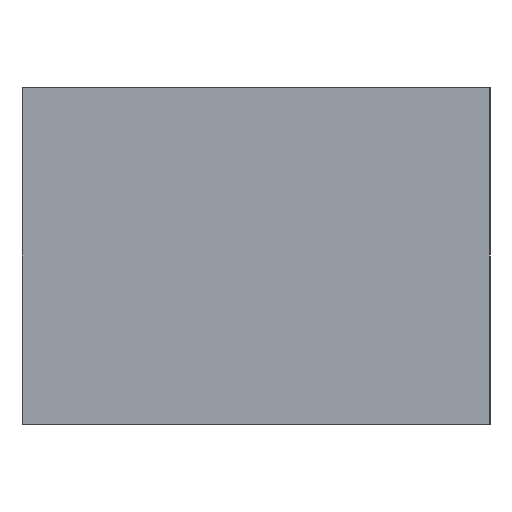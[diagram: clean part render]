
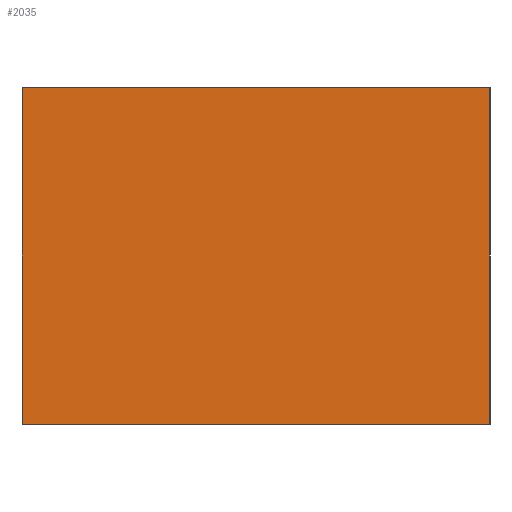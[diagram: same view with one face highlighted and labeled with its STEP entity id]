
A CAD part, left-side view. The second image highlights one B-rep face of the part: STEP entity #2035.
In plain terms, the highlighted planar face has unit normal (-1, 0, 0).
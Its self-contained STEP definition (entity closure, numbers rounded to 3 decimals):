
#94 = PLANE ( 'NONE',  #862 ) ;
#217 = VERTEX_POINT ( 'NONE', #1399 ) ;
#260 = CARTESIAN_POINT ( 'NONE',  ( 0., 12.5, 0. ) ) ;
#289 = EDGE_CURVE ( 'NONE', #1772, #2525, #1032, .T. ) ;
#323 = VECTOR ( 'NONE', #3726, 1000. ) ;
#417 = CARTESIAN_POINT ( 'NONE',  ( 0., 0., 9. ) ) ;
#490 = ORIENTED_EDGE ( 'NONE', *, *, #289, .T. ) ;
#556 = CARTESIAN_POINT ( 'NONE',  ( 0., 0., 9. ) ) ;
#579 = EDGE_LOOP ( 'NONE', ( #490, #1603, #624, #1676 ) ) ;
#624 = ORIENTED_EDGE ( 'NONE', *, *, #1633, .F. ) ;
#652 = VECTOR ( 'NONE', #1502, 1000. ) ;
#738 = DIRECTION ( 'NONE',  ( 0., 0., -1. ) ) ;
#862 = AXIS2_PLACEMENT_3D ( 'NONE', #417, #2652, #738 ) ;
#894 = CARTESIAN_POINT ( 'NONE',  ( 0., 0., 9. ) ) ;
#985 = EDGE_CURVE ( 'NONE', #4040, #2525, #2862, .T. ) ;
#1032 = LINE ( 'NONE', #2986, #2744 ) ;
#1064 = VECTOR ( 'NONE', #2974, 1000. ) ;
#1399 = CARTESIAN_POINT ( 'NONE',  ( 0., 12.5, 9. ) ) ;
#1502 = DIRECTION ( 'NONE',  ( 0., 0., -1. ) ) ;
#1516 = LINE ( 'NONE', #3708, #652 ) ;
#1603 = ORIENTED_EDGE ( 'NONE', *, *, #985, .F. ) ;
#1633 = EDGE_CURVE ( 'NONE', #217, #4040, #1811, .T. ) ;
#1676 = ORIENTED_EDGE ( 'NONE', *, *, #1730, .T. ) ;
#1730 = EDGE_CURVE ( 'NONE', #217, #1772, #1516, .T. ) ;
#1772 = VERTEX_POINT ( 'NONE', #260 ) ;
#1811 = LINE ( 'NONE', #2658, #1064 ) ;
#2035 = ADVANCED_FACE ( 'NONE', ( #3889 ), #94, .F. ) ;
#2525 = VERTEX_POINT ( 'NONE', #2968 ) ;
#2652 = DIRECTION ( 'NONE',  ( 1., 0., 0. ) ) ;
#2658 = CARTESIAN_POINT ( 'NONE',  ( 0., 0., 9. ) ) ;
#2703 = DIRECTION ( 'NONE',  ( 0., -1., 0. ) ) ;
#2744 = VECTOR ( 'NONE', #2703, 1000. ) ;
#2862 = LINE ( 'NONE', #556, #323 ) ;
#2968 = CARTESIAN_POINT ( 'NONE',  ( 0., 0., 0. ) ) ;
#2974 = DIRECTION ( 'NONE',  ( 0., -1., 0. ) ) ;
#2986 = CARTESIAN_POINT ( 'NONE',  ( 0., 0., 0. ) ) ;
#3708 = CARTESIAN_POINT ( 'NONE',  ( 0., 12.5, 9. ) ) ;
#3726 = DIRECTION ( 'NONE',  ( 0., 0., -1. ) ) ;
#3889 = FACE_OUTER_BOUND ( 'NONE', #579, .T. ) ;
#4040 = VERTEX_POINT ( 'NONE', #894 ) ;
